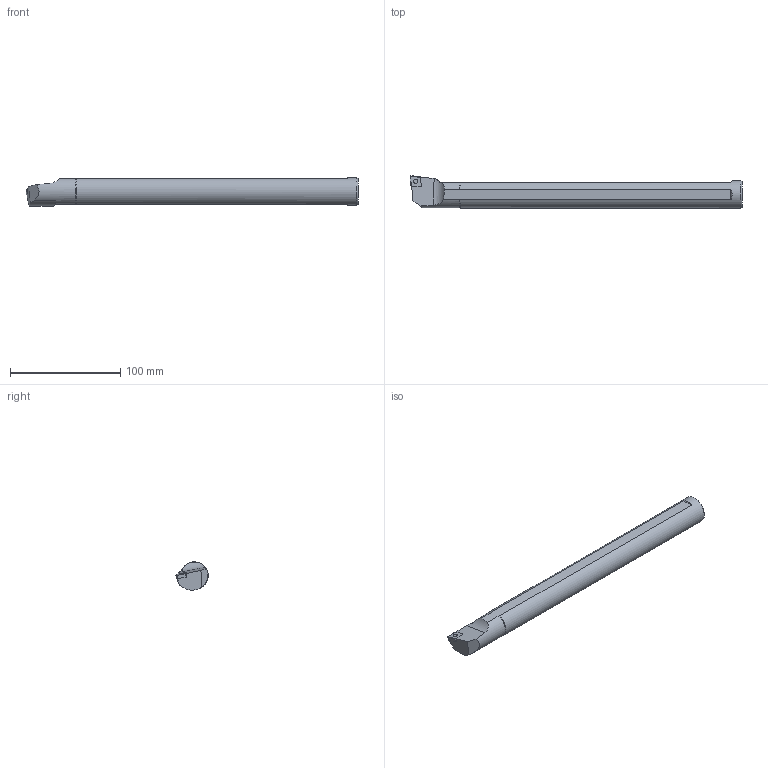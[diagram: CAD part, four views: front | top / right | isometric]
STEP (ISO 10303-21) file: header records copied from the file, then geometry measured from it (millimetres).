
FILE_DESCRIPTION(/* description */ (''),/* implementation_level */ '2;1');
FILE_NAME(/* name */ 'A25TDCLNL09_SIM.stp',/* time_stamp */ '2022-02-22T11:57:10+01:00',/* author */ (''),/* organization */ (''),/* preprocessor_version */ 'ST-DEVELOPER v16.7',/* originating_system */ 'SIEMENS PLM Software NX 12.0',/* authorisation */ '');
FILE_SCHEMA (('AUTOMOTIVE_DESIGN { 1 0 10303 214 3 1 1 1 }'));
Length unit declared in the file: millimetre
Products named in the file (1): model1
Bounding box: 301.58 x 29.39 x 25.73 mm (x, y, z)
Volume: 135862.6 mm3; surface area: 24227 mm2
Topology: 2 solids, 2 shells, 38 faces, 99 edges, 65 vertices
Faces by surface type: plane 20, cylinder 12, cone 6
Full cylindrical faces by diameter (mm): 3.81 x1, 25 x1
Entity records: 1214 total; most frequent: CARTESIAN_POINT 249, DIRECTION 200, ORIENTED_EDGE 190, EDGE_CURVE 95, AXIS2_PLACEMENT_3D 79, VERTEX_POINT 64, EDGE_LOOP 43, LINE 42
